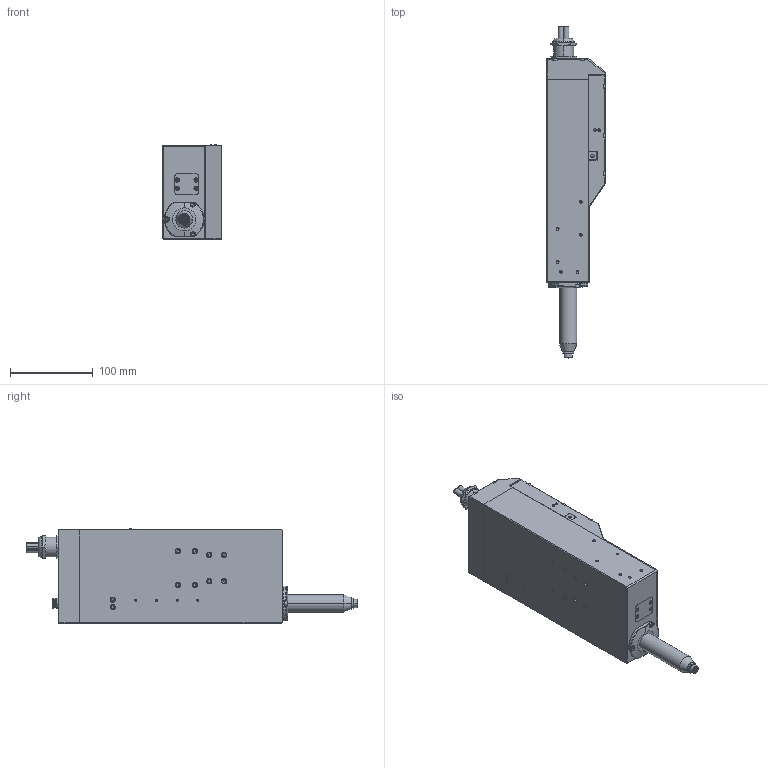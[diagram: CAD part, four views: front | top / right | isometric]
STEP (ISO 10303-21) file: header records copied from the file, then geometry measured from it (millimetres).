
FILE_DESCRIPTION (( 'STEP AP203' ), '1' );
FILE_NAME ('RM-RVT-17-30-16-F5000-C-2023-06-25.STEP', '2023-08-10T09:21:19', ( '微软用户' ), ( '中国微软' ), 'SwSTEP 2.0', 'SolidWorks 2019', '' );
FILE_SCHEMA (( 'CONFIG_CONTROL_DESIGN' ));
Length unit declared in the file: millimetre
Products named in the file (28): 内六角圆柱头螺钉 M3×8; 匿鎢萇雄啣; 穩Л裝 21; 綴裔啣-侜督陔遴; 内六角圆柱头螺钉M2.5×5; 内六角圆柱头螺钉M3×8; 内六角圆柱头螺钉M3×10加弹垫; 内六角圆柱头螺钉M2.5× 8; 盄擢; ァ奪蛌諉芛; 内六角圆柱头螺钉 M3×14; 俋裔啣(侜督遴); 嘐隅釱; 坋趼羞麥芛蹟隊M2.5℅6; 装配体1^铆钉枪（力控款）-总装配; 滅阨諉芛盄諶啣; RM-RVT-17-30-16-F5000-C-2023-06-25; 嶺穩Л郲-G1; 絳嫖翐LDT3.0-8; 内六角圆柱头螺钉M3×10; BPOC601; 滅阨諉芛M24; ヶ傷潰党裔; 祥凄詩蹟翐3x4+4; 内六角圆柱头螺钉 M3×16; 内六角圆柱头螺钉M2.5×22; 内六角圆柱头螺钉 M3×4; Л裝杶郪璃
Assembly tree (65 placements, depth 3):
  RM-RVT-17-30-16-F5000-C-2023-06-25
    嘐隅釱
    内六角圆柱头螺钉M3×10加弹垫  x4
    内六角圆柱头螺钉 M3×16  x2
    ァ奪蛌諉芛
    内六角圆柱头螺钉M3×8  x6
    内六角圆柱头螺钉 M3×8  x2
    内六角圆柱头螺钉 M3×14
    綴裔啣-侜督陔遴
    内六角圆柱头螺钉M2.5× 8  x4
    Л裝杶郪璃
      穩Л裝 21
      嶺穩Л郲-G1
    内六角圆柱头螺钉M3×10  x3
    ヶ傷潰党裔
    坋趼羞麥芛蹟隊M2.5℅6  x15
    祥凄詩蹟翐3x4+4
    内六角圆柱头螺钉 M3×4
    俋裔啣(侜督遴)
    絳嫖翐LDT3.0-8  x2
    内六角圆柱头螺钉M2.5×22  x8
    BPOC601
    滅阨諉芛盄諶啣
    滅阨諉芛M24
    盄擢
    装配体1^铆钉枪（力控款）-总装配
      匿鎢萇雄啣
    内六角圆柱头螺钉M2.5×5  x2
Bounding box: 71 x 402.22 x 114.8 mm (x, y, z)
Volume: 1944076 mm3; surface area: 228382.9 mm2
Topology: 76 solids, 76 shells, 1985 faces, 4464 edges, 2749 vertices
Faces by surface type: plane 857, cylinder 582, cone 310, bspline 226, torus 10
Entity records: 38666 total; most frequent: CARTESIAN_POINT 9193, DIRECTION 5550, ORIENTED_EDGE 5092, EDGE_CURVE 2546, AXIS2_PLACEMENT_3D 2131, VERTEX_POINT 1619, LINE 1288, VECTOR 1288
